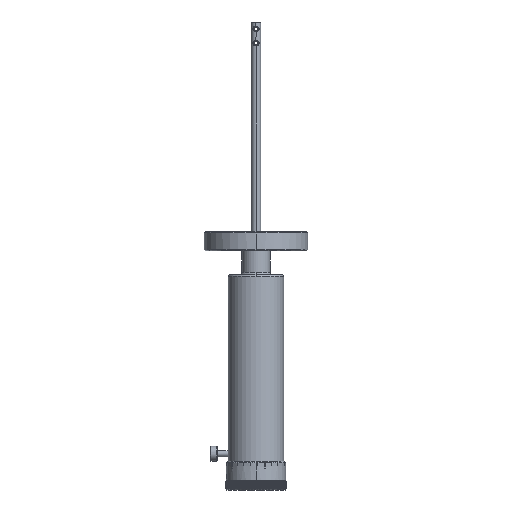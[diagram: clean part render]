
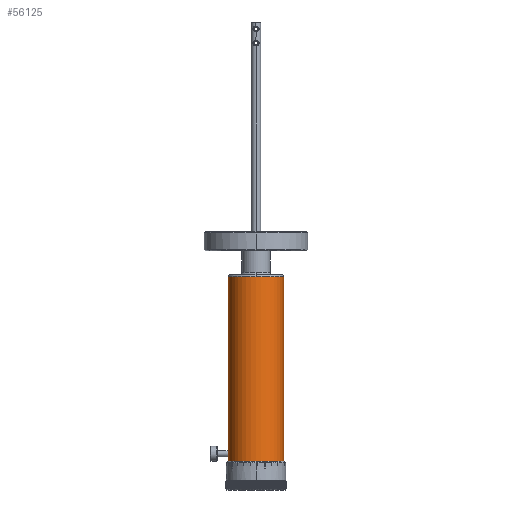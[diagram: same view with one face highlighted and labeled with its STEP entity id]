
A CAD part, left-side view. The second image highlights one B-rep face of the part: STEP entity #56125.
In plain terms, the highlighted cylindrical face has radius 18.733 mm (diameter 37.465 mm), a partial arc.
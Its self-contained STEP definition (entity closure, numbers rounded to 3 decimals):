
#919 = LINE ( 'NONE', #50338, #52413 ) ;
#1063 = CARTESIAN_POINT ( 'NONE',  ( -1.871, 18.639, -149.947 ) ) ;
#1237 = EDGE_CURVE ( 'NONE', #7945, #6638, #51349, .T. ) ;
#2293 = CARTESIAN_POINT ( 'NONE',  ( 0., 18.732, -160.579 ) ) ;
#3995 = CIRCLE ( 'NONE', #57346, 18.733 ) ;
#6181 = CARTESIAN_POINT ( 'NONE',  ( -1.976, 18.628, -149.695 ) ) ;
#6638 = VERTEX_POINT ( 'NONE', #66837 ) ;
#6694 = CARTESIAN_POINT ( 'NONE',  ( -1.665, 18.659, -147.741 ) ) ;
#7278 = CYLINDRICAL_SURFACE ( 'NONE', #39443, 18.733 ) ;
#7945 = VERTEX_POINT ( 'NONE', #54455 ) ;
#10650 = ORIENTED_EDGE ( 'NONE', *, *, #21863, .T. ) ;
#11425 = VERTEX_POINT ( 'NONE', #23891 ) ;
#11557 = ORIENTED_EDGE ( 'NONE', *, *, #24547, .T. ) ;
#12357 = CARTESIAN_POINT ( 'NONE',  ( -1.043, 18.704, -147.214 ) ) ;
#12608 = CARTESIAN_POINT ( 'NONE',  ( -0.138, 18.732, -146.939 ) ) ;
#13281 = CARTESIAN_POINT ( 'NONE',  ( 0., 18.732, -31.191 ) ) ;
#14151 = CARTESIAN_POINT ( 'NONE',  ( 0., -18.733, -31.191 ) ) ;
#14418 = CARTESIAN_POINT ( 'NONE',  ( 0., 18.732, -146.939 ) ) ;
#15601 = DIRECTION ( 'NONE',  ( 0., 0., -1. ) ) ;
#17773 = CARTESIAN_POINT ( 'NONE',  ( -0.672, 18.721, -147.046 ) ) ;
#18281 = CARTESIAN_POINT ( 'NONE',  ( -0.546, 18.726, -151.05 ) ) ;
#18543 = CARTESIAN_POINT ( 'NONE',  ( -2.083, 18.616, -148.748 ) ) ;
#18797 = CARTESIAN_POINT ( 'NONE',  ( 0., 18.732, -151.105 ) ) ;
#20069 = VECTOR ( 'NONE', #55329, 1000. ) ;
#21150 = VERTEX_POINT ( 'NONE', #2293 ) ;
#21863 = EDGE_CURVE ( 'NONE', #7945, #11425, #3995, .T. ) ;
#23743 = CARTESIAN_POINT ( 'NONE',  ( -1.568, 18.667, -150.4 ) ) ;
#23891 = CARTESIAN_POINT ( 'NONE',  ( -18.733, 0., -30.277 ) ) ;
#24000 = CARTESIAN_POINT ( 'NONE',  ( -1.807, 18.645, -150.067 ) ) ;
#24510 = CARTESIAN_POINT ( 'NONE',  ( -0.539, 18.725, -147.005 ) ) ;
#24547 = EDGE_CURVE ( 'NONE', #58219, #65094, #919, .T. ) ;
#24745 = CARTESIAN_POINT ( 'NONE',  ( -2.069, 18.618, -149.296 ) ) ;
#24772 = VERTEX_POINT ( 'NONE', #55605 ) ;
#25667 = DIRECTION ( 'NONE',  ( 0., 1., 0. ) ) ;
#28102 = DIRECTION ( 'NONE',  ( 0., 0., -1. ) ) ;
#30401 = CARTESIAN_POINT ( 'NONE',  ( -1.82, 18.644, -147.973 ) ) ;
#33397 = EDGE_CURVE ( 'NONE', #21150, #6638, #39341, .T. ) ;
#35330 = AXIS2_PLACEMENT_3D ( 'NONE', #49534, #55456, #25667 ) ;
#35778 = CARTESIAN_POINT ( 'NONE',  ( -1.047, 18.705, -150.842 ) ) ;
#36280 = CARTESIAN_POINT ( 'NONE',  ( 0., 18.732, -146.939 ) ) ;
#36900 = CARTESIAN_POINT ( 'NONE',  ( 0., 0., -31.191 ) ) ;
#39021 = AXIS2_PLACEMENT_3D ( 'NONE', #52010, #69733, #63333 ) ;
#39341 = CIRCLE ( 'NONE', #39021, 18.733 ) ;
#39443 = AXIS2_PLACEMENT_3D ( 'NONE', #36900, #60326, #54131 ) ;
#41441 = CARTESIAN_POINT ( 'NONE',  ( -2.083, 18.616, -149.161 ) ) ;
#41945 = CARTESIAN_POINT ( 'NONE',  ( -1.27, 18.69, -147.365 ) ) ;
#43556 = EDGE_CURVE ( 'NONE', #65094, #24772, #64925, .T. ) ;
#44018 = EDGE_CURVE ( 'NONE', #24772, #21150, #74609, .T. ) ;
#45913 = CARTESIAN_POINT ( 'NONE',  ( 0., 18.732, -30.277 ) ) ;
#46081 = CARTESIAN_POINT ( 'NONE',  ( 0., 0., -30.277 ) ) ;
#46271 = ORIENTED_EDGE ( 'NONE', *, *, #65993, .T. ) ;
#47359 = CARTESIAN_POINT ( 'NONE',  ( -1.656, 18.659, -150.293 ) ) ;
#47518 = DIRECTION ( 'NONE',  ( 0., 0., -1. ) ) ;
#47603 = CIRCLE ( 'NONE', #35330, 18.733 ) ;
#48124 = CARTESIAN_POINT ( 'NONE',  ( -0.924, 18.71, -147.15 ) ) ;
#49534 = CARTESIAN_POINT ( 'NONE',  ( 0., 0., -30.277 ) ) ;
#50338 = CARTESIAN_POINT ( 'NONE',  ( 0., 18.732, -31.191 ) ) ;
#51349 = LINE ( 'NONE', #14151, #20069 ) ;
#52010 = CARTESIAN_POINT ( 'NONE',  ( 0., 0., -160.579 ) ) ;
#52413 = VECTOR ( 'NONE', #15601, 1000. ) ;
#53522 = CARTESIAN_POINT ( 'NONE',  ( -1.377, 18.682, -147.453 ) ) ;
#53708 = EDGE_LOOP ( 'NONE', ( #58939, #10650, #46271, #11557, #66847, #61776, #61740 ) ) ;
#53775 = CARTESIAN_POINT ( 'NONE',  ( -2.028, 18.623, -148.474 ) ) ;
#54131 = DIRECTION ( 'NONE',  ( 0., 1., 0. ) ) ;
#54455 = CARTESIAN_POINT ( 'NONE',  ( 0., -18.733, -30.277 ) ) ;
#55329 = DIRECTION ( 'NONE',  ( 0., 0., -1. ) ) ;
#55456 = DIRECTION ( 'NONE',  ( 0., 0., -1. ) ) ;
#55605 = CARTESIAN_POINT ( 'NONE',  ( 0., 18.732, -151.105 ) ) ;
#56125 = ADVANCED_FACE ( 'NONE', ( #60674 ), #7278, .T. ) ;
#57346 = AXIS2_PLACEMENT_3D ( 'NONE', #46081, #28102, #69199 ) ;
#58219 = VERTEX_POINT ( 'NONE', #45913 ) ;
#58939 = ORIENTED_EDGE ( 'NONE', *, *, #1237, .F. ) ;
#59454 = CARTESIAN_POINT ( 'NONE',  ( -0.272, 18.732, -151.105 ) ) ;
#60326 = DIRECTION ( 'NONE',  ( 0., 0., -1. ) ) ;
#60674 = FACE_OUTER_BOUND ( 'NONE', #53708, .T. ) ;
#61726 = VECTOR ( 'NONE', #47518, 1000. ) ;
#61740 = ORIENTED_EDGE ( 'NONE', *, *, #33397, .T. ) ;
#61776 = ORIENTED_EDGE ( 'NONE', *, *, #44018, .T. ) ;
#63333 = DIRECTION ( 'NONE',  ( 0., 1., 0. ) ) ;
#64925 = B_SPLINE_CURVE_WITH_KNOTS ( 'NONE', 3,
 ( #36280, #12608, #71250, #24510, #17773, #48124, #12357, #41945, #53522, #6694, #30401, #53775, #18543, #41441, #24745, #70749, #6181, #1063, #24000, #47359, #23743, #65846, #35778, #18281, #59454, #18797 ),
 .UNSPECIFIED., .F., .F.,
 ( 4, 2, 2, 2, 2, 2, 2, 2, 2, 2, 2, 2, 4 ),
 ( 0.01, 0.01, 0.011, 0.011, 0.011, 0.012, 0.013, 0.013, 0.014, 0.014, 0.015, 0.015, 0.016 ),
 .UNSPECIFIED. ) ;
#65094 = VERTEX_POINT ( 'NONE', #14418 ) ;
#65846 = CARTESIAN_POINT ( 'NONE',  ( -1.28, 18.69, -150.687 ) ) ;
#65993 = EDGE_CURVE ( 'NONE', #11425, #58219, #47603, .T. ) ;
#66837 = CARTESIAN_POINT ( 'NONE',  ( 0., -18.733, -160.579 ) ) ;
#66847 = ORIENTED_EDGE ( 'NONE', *, *, #43556, .T. ) ;
#69199 = DIRECTION ( 'NONE',  ( 0., 1., 0. ) ) ;
#69733 = DIRECTION ( 'NONE',  ( 0., 0., 1. ) ) ;
#70749 = CARTESIAN_POINT ( 'NONE',  ( -2.016, 18.624, -149.563 ) ) ;
#71250 = CARTESIAN_POINT ( 'NONE',  ( -0.273, 18.731, -146.953 ) ) ;
#74609 = LINE ( 'NONE', #13281, #61726 ) ;
